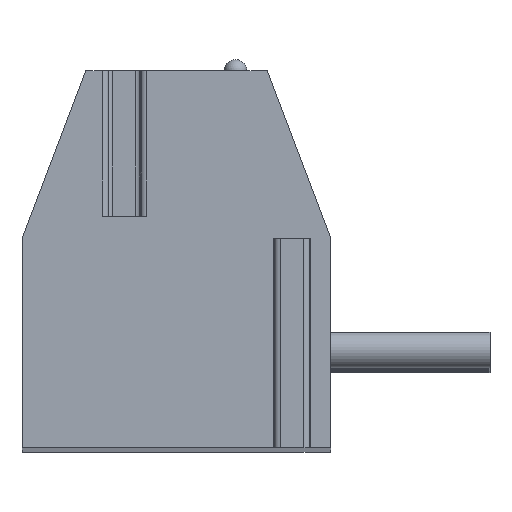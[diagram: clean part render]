
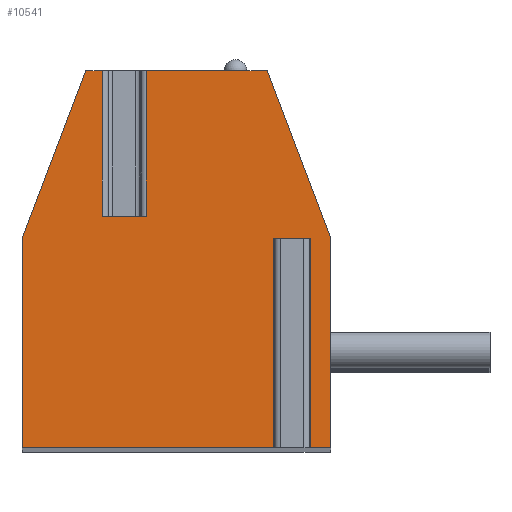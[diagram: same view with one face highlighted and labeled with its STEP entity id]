
A CAD part, top view. The second image highlights one B-rep face of the part: STEP entity #10541.
In plain terms, the highlighted planar face has unit normal (0, 0, 1).
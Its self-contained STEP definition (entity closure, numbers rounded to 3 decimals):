
#13=DIRECTION('',(0.,1.,0.));
#14=VECTOR('',#13,3.2);
#15=CARTESIAN_POINT('',(-1.636,1.,55.245));
#16=LINE('',#15,#14);
#17=DIRECTION('',(1.,0.,0.));
#18=VECTOR('',#17,0.972);
#19=CARTESIAN_POINT('',(-1.636,1.,55.245));
#20=LINE('',#19,#18);
#21=DIRECTION('',(0.,1.,0.));
#22=VECTOR('',#21,3.2);
#23=CARTESIAN_POINT('',(-0.664,1.,55.245));
#24=LINE('',#23,#22);
#25=DIRECTION('',(-1.,0.,0.));
#26=VECTOR('',#25,2.659);
#27=CARTESIAN_POINT('',(1.995,4.2,55.245));
#28=LINE('',#27,#26);
#29=DIRECTION('',(-0.355,0.935,0.));
#30=VECTOR('',#29,3.958);
#31=CARTESIAN_POINT('',(3.4,0.5,55.245));
#32=LINE('',#31,#30);
#33=DIRECTION('',(0.,1.,0.));
#34=VECTOR('',#33,4.6);
#35=CARTESIAN_POINT('',(3.4,-4.1,55.245));
#36=LINE('',#35,#34);
#37=DIRECTION('',(1.,0.,0.));
#38=VECTOR('',#37,0.625);
#39=CARTESIAN_POINT('',(2.775,-4.1,55.245));
#40=LINE('',#39,#38);
#41=DIRECTION('',(0.,1.,0.));
#42=VECTOR('',#41,4.6);
#43=CARTESIAN_POINT('',(2.775,-4.1,55.245));
#44=LINE('',#43,#42);
#45=DIRECTION('',(-1.,0.,0.));
#46=VECTOR('',#45,0.45);
#47=CARTESIAN_POINT('',(2.775,0.5,55.245));
#48=LINE('',#47,#46);
#49=DIRECTION('',(0.,1.,0.));
#50=VECTOR('',#49,4.6);
#51=CARTESIAN_POINT('',(2.325,-4.1,55.245));
#52=LINE('',#51,#50);
#53=DIRECTION('',(1.,0.,0.));
#54=VECTOR('',#53,5.725);
#55=CARTESIAN_POINT('',(-3.4,-4.1,55.245));
#56=LINE('',#55,#54);
#57=DIRECTION('',(0.,-1.,0.));
#58=VECTOR('',#57,4.6);
#59=CARTESIAN_POINT('',(-3.4,0.5,55.245));
#60=LINE('',#59,#58);
#61=DIRECTION('',(-0.355,-0.935,0.));
#62=VECTOR('',#61,3.958);
#63=CARTESIAN_POINT('',(-1.995,4.2,55.245));
#64=LINE('',#63,#62);
#65=DIRECTION('',(-1.,0.,0.));
#66=VECTOR('',#65,0.359);
#67=CARTESIAN_POINT('',(-1.636,4.2,55.245));
#68=LINE('',#67,#66);
#8280=CARTESIAN_POINT('',(-1.995,4.2,55.245));
#8281=CARTESIAN_POINT('',(-3.4,0.5,55.245));
#8282=VERTEX_POINT('',#8280);
#8283=VERTEX_POINT('',#8281);
#8284=CARTESIAN_POINT('',(-3.4,-4.1,55.245));
#8285=VERTEX_POINT('',#8284);
#8286=CARTESIAN_POINT('',(3.4,-4.1,55.245));
#8287=CARTESIAN_POINT('',(3.4,0.5,55.245));
#8288=VERTEX_POINT('',#8286);
#8289=VERTEX_POINT('',#8287);
#8290=CARTESIAN_POINT('',(1.995,4.2,55.245));
#8291=VERTEX_POINT('',#8290);
#8328=CARTESIAN_POINT('',(2.775,0.5,55.245));
#8329=CARTESIAN_POINT('',(2.325,0.5,55.245));
#8330=VERTEX_POINT('',#8328);
#8331=VERTEX_POINT('',#8329);
#8332=CARTESIAN_POINT('',(2.325,-4.1,55.245));
#8333=VERTEX_POINT('',#8332);
#8334=CARTESIAN_POINT('',(2.775,-4.1,55.245));
#8335=VERTEX_POINT('',#8334);
#8396=CARTESIAN_POINT('',(-1.636,1.,55.245));
#8397=CARTESIAN_POINT('',(-1.636,4.2,55.245));
#8398=VERTEX_POINT('',#8396);
#8399=VERTEX_POINT('',#8397);
#8400=CARTESIAN_POINT('',(-0.664,1.,55.245));
#8401=CARTESIAN_POINT('',(-0.664,4.2,55.245));
#8402=VERTEX_POINT('',#8400);
#8403=VERTEX_POINT('',#8401);
#10506=CARTESIAN_POINT('',(0.,0.,55.245));
#10507=DIRECTION('',(0.,0.,1.));
#10508=DIRECTION('',(1.,0.,0.));
#10509=AXIS2_PLACEMENT_3D('',#10506,#10507,#10508);
#10510=PLANE('',#10509);
#10512=ORIENTED_EDGE('',*,*,#10511,.F.);
#10514=ORIENTED_EDGE('',*,*,#10513,.T.);
#10516=ORIENTED_EDGE('',*,*,#10515,.T.);
#10518=ORIENTED_EDGE('',*,*,#10517,.F.);
#10520=ORIENTED_EDGE('',*,*,#10519,.F.);
#10522=ORIENTED_EDGE('',*,*,#10521,.F.);
#10524=ORIENTED_EDGE('',*,*,#10523,.F.);
#10526=ORIENTED_EDGE('',*,*,#10525,.T.);
#10528=ORIENTED_EDGE('',*,*,#10527,.T.);
#10530=ORIENTED_EDGE('',*,*,#10529,.F.);
#10532=ORIENTED_EDGE('',*,*,#10531,.F.);
#10534=ORIENTED_EDGE('',*,*,#10533,.F.);
#10536=ORIENTED_EDGE('',*,*,#10535,.F.);
#10538=ORIENTED_EDGE('',*,*,#10537,.F.);
#10539=EDGE_LOOP('',(#10512,#10514,#10516,#10518,#10520,#10522,#10524,#10526,
#10528,#10530,#10532,#10534,#10536,#10538));
#10540=FACE_OUTER_BOUND('',#10539,.F.);
#10511=EDGE_CURVE('',#8398,#8399,#16,.T.);
#10513=EDGE_CURVE('',#8398,#8402,#20,.T.);
#10515=EDGE_CURVE('',#8402,#8403,#24,.T.);
#10517=EDGE_CURVE('',#8291,#8403,#28,.T.);
#10519=EDGE_CURVE('',#8289,#8291,#32,.T.);
#10521=EDGE_CURVE('',#8288,#8289,#36,.T.);
#10523=EDGE_CURVE('',#8335,#8288,#40,.T.);
#10525=EDGE_CURVE('',#8335,#8330,#44,.T.);
#10527=EDGE_CURVE('',#8330,#8331,#48,.T.);
#10529=EDGE_CURVE('',#8333,#8331,#52,.T.);
#10531=EDGE_CURVE('',#8285,#8333,#56,.T.);
#10533=EDGE_CURVE('',#8283,#8285,#60,.T.);
#10535=EDGE_CURVE('',#8282,#8283,#64,.T.);
#10537=EDGE_CURVE('',#8399,#8282,#68,.T.);
#10541=ADVANCED_FACE('',(#10540),#10510,.T.);
